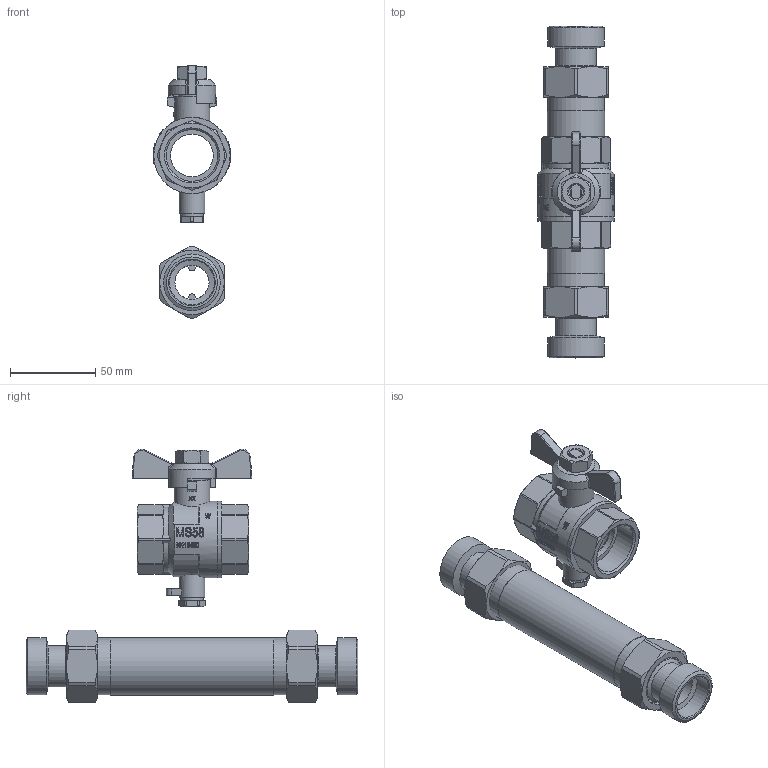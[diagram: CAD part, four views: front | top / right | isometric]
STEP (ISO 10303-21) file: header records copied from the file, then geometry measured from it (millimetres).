
FILE_DESCRIPTION(/* description */ ('Unknown'),/* implementation_level */ '2;1');
FILE_NAME(/* name */ '80180007',/* time_stamp */ '2023-07-12T13:20:59+02:00',/* author */ ('Unknown'),/* organization */ ('Unknown'),/* preprocessor_version */ 'ST-DEVELOPER v18.102',/* originating_system */ 'Solid Edge',/* authorisation */ 'Unknown');
FILE_SCHEMA (('AUTOMOTIVE_DESIGN {1 0 10303 214 3 1 1}'));
Length unit declared in the file: millimetre
Products named in the file (17): 80180007; 98708712-1x130; 724-66; St_tze; _berwurfmutter; Speerring; Dichtung; 712-06_oa_0; Kvrper-co_oa_1; Einschraubteil; Kvrper; Schtaube; Stopfbuchse; Spindel; 600-1-Fl_gel-Griff; 600-1-Mutter-fl.g.
Assembly tree (17 placements, depth 4):
  80180007
    98708712-1x130
    724-66  x2
      St_tze
      _berwurfmutter
      Speerring
      Dichtung
    712-06_oa_0
      Kvrper-co_oa_1
        Einschraubteil
        Kvrper
        Dichtung
        Schtaube
      Stopfbuchse
      Spindel
      600-1-Fl_gel-Griff
      600-1-Mutter-fl.g.
Bounding box: 45.36 x 194.6 x 148.44 mm (x, y, z)
Volume: 138960.1 mm3; surface area: 83013.8 mm2
Topology: 17 solids, 17 shells, 1276 faces, 3487 edges, 2297 vertices
Faces by surface type: plane 980, cylinder 167, cone 115, bspline 12, torus 2
Full cylindrical faces by diameter (mm): 1.5 x1, 5 x1, 5.9 x1, 8.5 x1, 8.8 x1, 8.92 x1, 10 x2, 12 x2, 12.1 x1, 12.5 x1, 13 x1, 14 x1, 14.5 x1, 15 x1, 16 x1, 16.5 x1, 18 x1, 20 x2, 21 x1, 22 x2, 22.5 x1, 24 x2, 24.7 x1, 25 x2, 26.3 x2, 28 x2, 30.2 x2, 30.291 x10, 32.3 x2, 33 x2
Entity records: 46055 total; most frequent: CARTESIAN_POINT 13267, DIRECTION 7260, ORIENTED_EDGE 6476, EDGE_CURVE 3238, AXIS2_PLACEMENT_3D 2995, VERTEX_POINT 2188, FACE_BOUND 1380, EDGE_LOOP 1378
